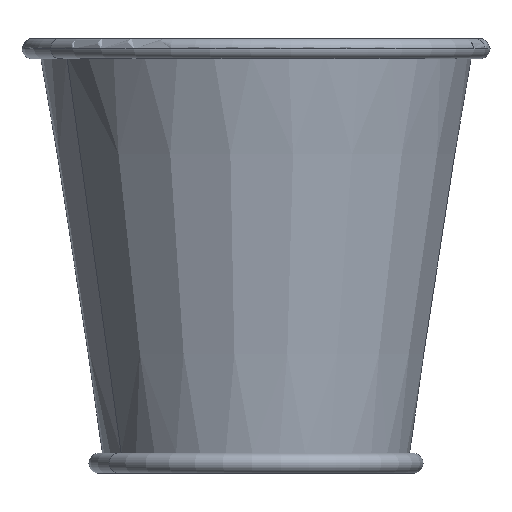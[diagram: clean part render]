
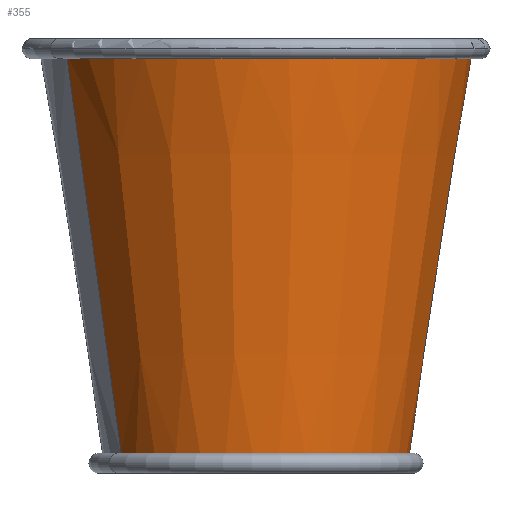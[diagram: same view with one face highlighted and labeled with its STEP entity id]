
A CAD part, left-side view. The second image highlights one B-rep face of the part: STEP entity #355.
In plain terms, the highlighted conical face has half-angle 8.881 degrees and reference radius 22.5 mm.
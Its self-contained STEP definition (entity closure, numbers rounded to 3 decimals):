
#79=AXIS2_PLACEMENT_3D('Circle Axis2P3D',#77,#78,$) ;
#219=AXIS2_PLACEMENT_3D('Circle Axis2P3D',#217,#218,$) ;
#330=AXIS2_PLACEMENT_3D('Cone Axis2P3D',#327,#328,#329) ;
#41=CARTESIAN_POINT('Vertex',(-15.478,28.332,62.621)) ;
#57=CARTESIAN_POINT('Vertex',(15.478,-28.332,62.621)) ;
#77=CARTESIAN_POINT('Axis2P3D Location',(0.,0.,62.621)) ;
#217=CARTESIAN_POINT('Axis2P3D Location',(0.,0.,3.)) ;
#221=CARTESIAN_POINT('Vertex',(-11.012,20.157,3.)) ;
#223=CARTESIAN_POINT('Vertex',(11.012,-20.157,3.)) ;
#327=CARTESIAN_POINT('Axis2P3D Location',(0.,0.,0.)) ;
#332=CARTESIAN_POINT('Line Origine',(13.184,-24.134,32.)) ;
#337=CARTESIAN_POINT('Line Origine',(-13.184,24.134,32.)) ;
#78=DIRECTION('Axis2P3D Direction',(0.,0.,1.)) ;
#218=DIRECTION('Axis2P3D Direction',(0.,0.,1.)) ;
#328=DIRECTION('Axis2P3D Direction',(0.,0.,1.)) ;
#329=DIRECTION('Axis2P3D XDirection',(-0.479,0.878,0.)) ;
#333=DIRECTION('Vector Direction',(0.074,-0.135,0.988)) ;
#338=DIRECTION('Vector Direction',(-0.074,0.135,0.988)) ;
#334=VECTOR('Line Direction',#333,1.) ;
#339=VECTOR('Line Direction',#338,1.) ;
#350=ORIENTED_EDGE('',*,*,#81,.T.) ;
#351=ORIENTED_EDGE('',*,*,#341,.F.) ;
#352=ORIENTED_EDGE('',*,*,#225,.T.) ;
#353=ORIENTED_EDGE('',*,*,#336,.T.) ;
#355=ADVANCED_FACE('Corps principal',(#354),#331,.T.) ;
#80=CIRCLE('generated circle',#79,32.285) ;
#220=CIRCLE('generated circle',#219,22.969) ;
#331=CONICAL_SURFACE('Cone',#330,22.5,0.155) ;
#81=EDGE_CURVE('',#58,#42,#80,.F.) ;
#225=EDGE_CURVE('',#222,#224,#220,.T.) ;
#336=EDGE_CURVE('',#224,#58,#335,.T.) ;
#341=EDGE_CURVE('',#222,#42,#340,.T.) ;
#349=EDGE_LOOP('',(#350,#351,#352,#353)) ;
#354=FACE_OUTER_BOUND('',#349,.T.) ;
#335=LINE('Line',#332,#334) ;
#340=LINE('Line',#337,#339) ;
#42=VERTEX_POINT('',#41) ;
#58=VERTEX_POINT('',#57) ;
#222=VERTEX_POINT('',#221) ;
#224=VERTEX_POINT('',#223) ;
